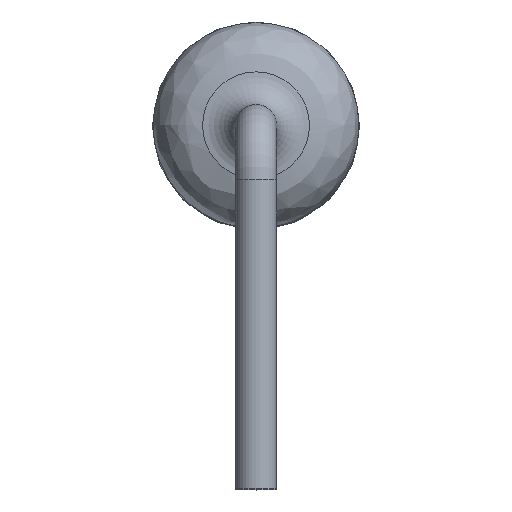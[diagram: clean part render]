
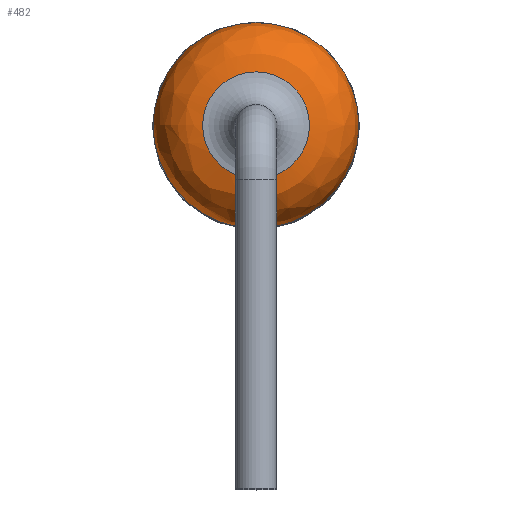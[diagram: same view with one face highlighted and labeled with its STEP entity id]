
A CAD part, top view. The second image highlights one B-rep face of the part: STEP entity #482.
In plain terms, the highlighted free-form (B-spline) face has degree [2, 2] with [3, 9] control points.
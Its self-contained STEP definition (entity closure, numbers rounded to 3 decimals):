
#46=(
BOUNDED_SURFACE()
B_SPLINE_SURFACE(2,2,((#922,#923,#924,#925,#926,#927,#928,#929,#930),(#931,
#932,#933,#934,#935,#936,#937,#938,#939),(#940,#941,#942,#943,#944,#945,
#946,#947,#948)),.UNSPECIFIED.,.F.,.T.,.F.)
B_SPLINE_SURFACE_WITH_KNOTS((3,3),(3,2,2,2,3),(0.,1.531),(-3.142,
-1.571,0.,1.571,3.142),.UNSPECIFIED.)
GEOMETRIC_REPRESENTATION_ITEM()
RATIONAL_B_SPLINE_SURFACE(((1.,0.707,1.,0.707,1.,
0.707,1.,0.707,1.),(0.721,0.51,
0.721,0.51,0.721,0.51,
0.721,0.51,0.721),(1.,0.707,
1.,0.707,1.,0.707,1.,0.707,1.)))
REPRESENTATION_ITEM('')
SURFACE()
);
#59=FACE_OUTER_BOUND('',#84,.T.);
#84=EDGE_LOOP('',(#344,#345,#346,#347,#348));
#130=CIRCLE('',#553,0.78);
#131=CIRCLE('',#554,0.78);
#132=CIRCLE('',#555,0.75);
#133=CIRCLE('',#556,1.5);
#191=VERTEX_POINT('',#949);
#192=VERTEX_POINT('',#950);
#193=VERTEX_POINT('',#953);
#251=EDGE_CURVE('',#191,#192,#130,.T.);
#252=EDGE_CURVE('',#192,#191,#131,.T.);
#253=EDGE_CURVE('',#191,#193,#132,.T.);
#254=EDGE_CURVE('',#193,#193,#133,.T.);
#344=ORIENTED_EDGE('',*,*,#251,.T.);
#345=ORIENTED_EDGE('',*,*,#252,.T.);
#346=ORIENTED_EDGE('',*,*,#253,.T.);
#347=ORIENTED_EDGE('',*,*,#254,.T.);
#348=ORIENTED_EDGE('',*,*,#253,.F.);
#482=ADVANCED_FACE('',(#59),#46,.T.);
#553=AXIS2_PLACEMENT_3D('',#951,#675,#676);
#554=AXIS2_PLACEMENT_3D('',#952,#677,#678);
#555=AXIS2_PLACEMENT_3D('',#954,#679,#680);
#556=AXIS2_PLACEMENT_3D('',#955,#681,#682);
#675=DIRECTION('center_axis',(0.,0.,-1.));
#676=DIRECTION('ref_axis',(1.,0.,0.));
#677=DIRECTION('center_axis',(0.,0.,-1.));
#678=DIRECTION('ref_axis',(1.,0.,0.));
#679=DIRECTION('center_axis',(0.,-1.,0.));
#680=DIRECTION('ref_axis',(-1.,0.,0.));
#681=DIRECTION('center_axis',(0.,0.,1.));
#682=DIRECTION('ref_axis',(1.,0.,0.));
#922=CARTESIAN_POINT('Ctrl Pts',(-1.5,0.,3.251));
#923=CARTESIAN_POINT('Ctrl Pts',(-1.5,1.5,3.251));
#924=CARTESIAN_POINT('Ctrl Pts',(0.,1.5,3.251));
#925=CARTESIAN_POINT('Ctrl Pts',(1.5,1.5,3.251));
#926=CARTESIAN_POINT('Ctrl Pts',(1.5,0.,3.251));
#927=CARTESIAN_POINT('Ctrl Pts',(1.5,-1.5,3.251));
#928=CARTESIAN_POINT('Ctrl Pts',(0.,-1.5,3.251));
#929=CARTESIAN_POINT('Ctrl Pts',(-1.5,-1.5,3.251));
#930=CARTESIAN_POINT('Ctrl Pts',(-1.5,0.,3.251));
#931=CARTESIAN_POINT('Ctrl Pts',(-1.5,0.,3.972));
#932=CARTESIAN_POINT('Ctrl Pts',(-1.5,1.5,3.972));
#933=CARTESIAN_POINT('Ctrl Pts',(0.,1.5,3.972));
#934=CARTESIAN_POINT('Ctrl Pts',(1.5,1.5,3.972));
#935=CARTESIAN_POINT('Ctrl Pts',(1.5,0.,3.972));
#936=CARTESIAN_POINT('Ctrl Pts',(1.5,-1.5,3.972));
#937=CARTESIAN_POINT('Ctrl Pts',(0.,-1.5,3.972));
#938=CARTESIAN_POINT('Ctrl Pts',(-1.5,-1.5,3.972));
#939=CARTESIAN_POINT('Ctrl Pts',(-1.5,0.,3.972));
#940=CARTESIAN_POINT('Ctrl Pts',(-0.78,0.,4.));
#941=CARTESIAN_POINT('Ctrl Pts',(-0.78,0.78,4.));
#942=CARTESIAN_POINT('Ctrl Pts',(0.,0.78,4.));
#943=CARTESIAN_POINT('Ctrl Pts',(0.78,0.78,4.));
#944=CARTESIAN_POINT('Ctrl Pts',(0.78,0.,4.));
#945=CARTESIAN_POINT('Ctrl Pts',(0.78,-0.78,4.));
#946=CARTESIAN_POINT('Ctrl Pts',(0.,-0.78,4.));
#947=CARTESIAN_POINT('Ctrl Pts',(-0.78,-0.78,
4.));
#948=CARTESIAN_POINT('Ctrl Pts',(-0.78,0.,4.));
#949=CARTESIAN_POINT('',(-0.78,0.,4.));
#950=CARTESIAN_POINT('',(0.78,0.,4.));
#951=CARTESIAN_POINT('Origin',(0.,0.,4.));
#952=CARTESIAN_POINT('Origin',(0.,0.,4.));
#953=CARTESIAN_POINT('',(-1.5,0.,3.251));
#954=CARTESIAN_POINT('Origin',(-0.75,0.,3.251));
#955=CARTESIAN_POINT('Origin',(0.,0.,3.251));
